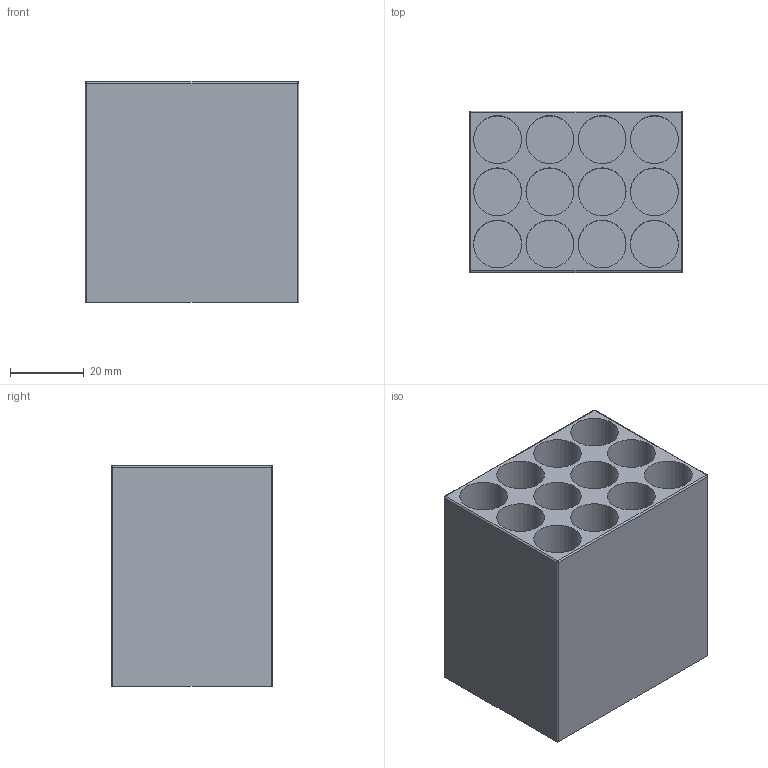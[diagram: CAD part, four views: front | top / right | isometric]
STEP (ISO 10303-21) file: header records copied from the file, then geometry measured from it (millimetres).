
FILE_DESCRIPTION(/* description */ (''),/* implementation_level */ '2;1');
FILE_NAME(/* name */ '63755eee-7401-4218-9170-d1677b05abd6.stp',/* time_stamp */ '2016-11-15T16:22:07+01:00',/* author */ (''),/* organization */ (''),/* preprocessor_version */ 'ST-DEVELOPER v16.5',/* originating_system */ 'Autodesk Translation Framework v5.2.0.2920',/* authorisation */ '');
FILE_SCHEMA (('AUTOMOTIVE_DESIGN { 1 0 10303 214 3 1 1 }'));
Length unit declared in the file: millimetre
Products named in the file (2): pencil v3; Component1
Assembly tree (1 placements, depth 2):
  pencil v3
    Component1
Bounding box: 58 x 43.8 x 60 mm (x, y, z)
Volume: 58752.9 mm3; surface area: 46037.6 mm2
Topology: 1 solids, 1 shells, 42 faces, 72 edges, 44 vertices
Faces by surface type: cylinder 20, plane 18, sphere 4
Full cylindrical faces by diameter (mm): 13 x12
Entity records: 981 total; most frequent: DIRECTION 190, CARTESIAN_POINT 149, ORIENTED_EDGE 120, AXIS2_PLACEMENT_3D 85, EDGE_LOOP 66, EDGE_CURVE 60, VERTEX_POINT 44, FACE_OUTER_BOUND 42
